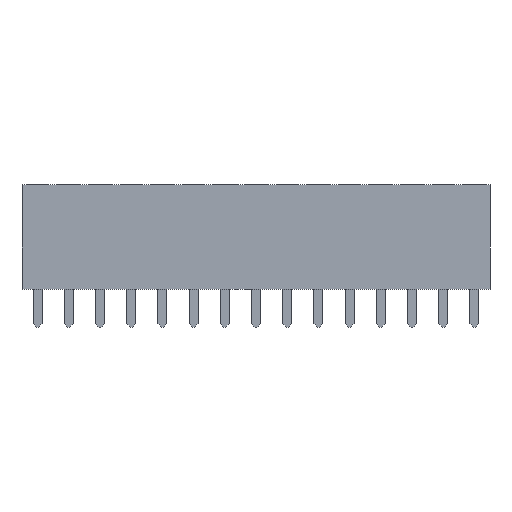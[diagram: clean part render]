
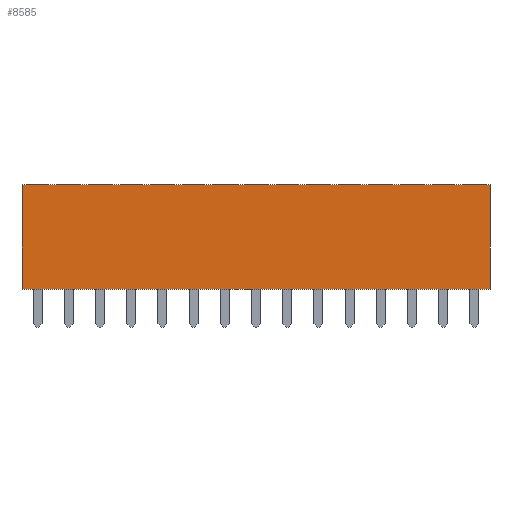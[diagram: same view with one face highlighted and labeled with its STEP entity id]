
A CAD part, front view. The second image highlights one B-rep face of the part: STEP entity #8585.
In plain terms, the highlighted planar face has unit normal (0, -1, 0).
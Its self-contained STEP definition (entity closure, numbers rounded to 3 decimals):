
#273=FACE_OUTER_BOUND('',#818,.T.);
#818=EDGE_LOOP('',(#6235,#6236,#6237,#6238));
#1261=LINE('',#11911,#2449);
#1324=LINE('',#12038,#2512);
#1527=LINE('',#12456,#2715);
#1530=LINE('',#12461,#2718);
#2449=VECTOR('',#9642,10.);
#2512=VECTOR('',#9713,10.);
#2715=VECTOR('',#10140,10.);
#2718=VECTOR('',#10147,10.);
#3618=VERTEX_POINT('',#11908);
#3619=VERTEX_POINT('',#11910);
#3679=VERTEX_POINT('',#12037);
#3782=VERTEX_POINT('',#12455);
#4389=EDGE_CURVE('',#3618,#3619,#1261,.T.);
#4452=EDGE_CURVE('',#3619,#3679,#1324,.T.);
#4655=EDGE_CURVE('',#3782,#3679,#1527,.T.);
#4658=EDGE_CURVE('',#3782,#3618,#1530,.T.);
#6235=ORIENTED_EDGE('',*,*,#4655,.T.);
#6236=ORIENTED_EDGE('',*,*,#4452,.F.);
#6237=ORIENTED_EDGE('',*,*,#4389,.F.);
#6238=ORIENTED_EDGE('',*,*,#4658,.F.);
#8055=PLANE('',#9161);
#8585=ADVANCED_FACE('',(#273),#8055,.T.);
#9161=AXIS2_PLACEMENT_3D('',#12528,#10216,#10217);
#9642=DIRECTION('',(1.,0.,0.));
#9713=DIRECTION('',(0.,0.,-1.));
#10140=DIRECTION('',(1.,0.,0.));
#10147=DIRECTION('',(0.,0.,1.));
#10216=DIRECTION('center_axis',(0.,-1.,0.));
#10217=DIRECTION('ref_axis',(1.,0.,0.));
#11908=CARTESIAN_POINT('',(-19.05,-2.52,8.6));
#11910=CARTESIAN_POINT('',(19.05,-2.52,8.6));
#11911=CARTESIAN_POINT('',(-19.05,-2.52,8.6));
#12037=CARTESIAN_POINT('',(19.05,-2.52,0.1));
#12038=CARTESIAN_POINT('',(19.05,-2.52,0.1));
#12455=CARTESIAN_POINT('',(-19.05,-2.52,0.1));
#12456=CARTESIAN_POINT('',(-19.05,-2.52,0.1));
#12461=CARTESIAN_POINT('',(-19.05,-2.52,0.1));
#12528=CARTESIAN_POINT('Origin',(-19.05,-2.52,0.1));
